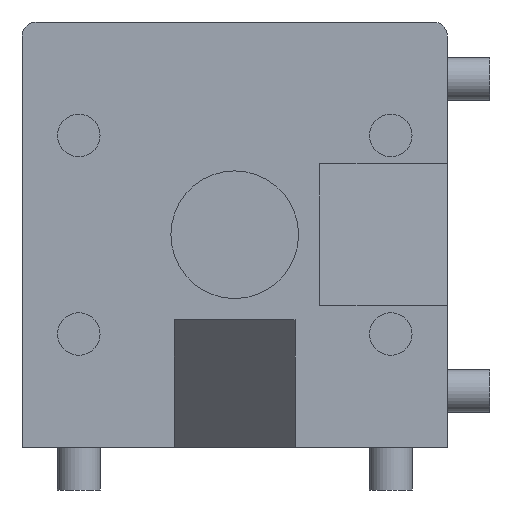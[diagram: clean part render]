
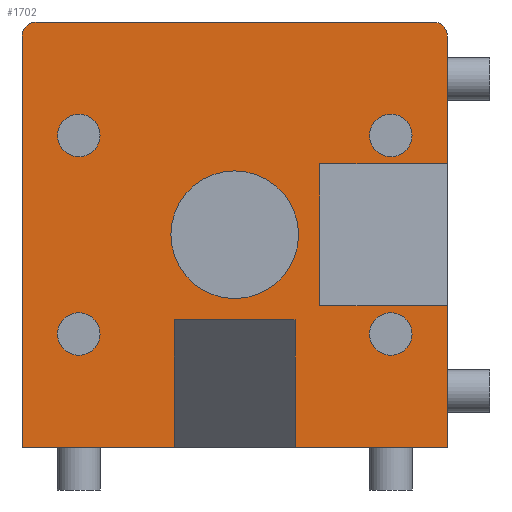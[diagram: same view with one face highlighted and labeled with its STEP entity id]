
A CAD part, front view. The second image highlights one B-rep face of the part: STEP entity #1702.
In plain terms, the highlighted planar face has unit normal (0, -1, 0).
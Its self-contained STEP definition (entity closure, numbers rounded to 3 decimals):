
#271=CARTESIAN_POINT('',(-27.5,0.,22.0));
#272=VERTEX_POINT('',#271);
#273=CARTESIAN_POINT('',(-26.,0.,22.0));
#274=DIRECTION('',(0.0,1.0,0.0));
#275=DIRECTION('',(1.0,0.0,0.0));
#276=AXIS2_PLACEMENT_3D('',#273,#274,#275);
#277=CIRCLE('',#276,1.5);
#278=EDGE_CURVE('',#272,#272,#277,.T.);
#308=CARTESIAN_POINT('',(-5.5,0.,22.0));
#309=VERTEX_POINT('',#308);
#310=CARTESIAN_POINT('',(-4.0,0.,22.0));
#311=DIRECTION('',(0.0,1.0,0.0));
#312=DIRECTION('',(1.0,0.0,0.0));
#313=AXIS2_PLACEMENT_3D('',#310,#311,#312);
#314=CIRCLE('',#313,1.5);
#315=EDGE_CURVE('',#309,#309,#314,.T.);
#345=CARTESIAN_POINT('',(-5.5,0.,8.));
#346=VERTEX_POINT('',#345);
#347=CARTESIAN_POINT('',(-4.0,0.,8.));
#348=DIRECTION('',(0.0,1.0,0.0));
#349=DIRECTION('',(1.0,0.0,0.0));
#350=AXIS2_PLACEMENT_3D('',#347,#348,#349);
#351=CIRCLE('',#350,1.5);
#352=EDGE_CURVE('',#346,#346,#351,.T.);
#382=CARTESIAN_POINT('',(-27.5,0.,8.));
#383=VERTEX_POINT('',#382);
#384=CARTESIAN_POINT('',(-26.,0.,8.));
#385=DIRECTION('',(0.0,1.0,0.0));
#386=DIRECTION('',(1.0,0.0,0.0));
#387=AXIS2_PLACEMENT_3D('',#384,#385,#386);
#388=CIRCLE('',#387,1.5);
#389=EDGE_CURVE('',#383,#383,#388,.T.);
#558=CARTESIAN_POINT('',(-19.25,0.,0.));
#559=VERTEX_POINT('',#558);
#566=CARTESIAN_POINT('',(-19.25,0.,9.));
#567=VERTEX_POINT('',#566);
#574=CARTESIAN_POINT('',(-19.25,0.0,0.));
#575=DIRECTION('',(0.0,0.0,1.0));
#576=VECTOR('',#575,9.);
#577=LINE('',#574,#576);
#578=EDGE_CURVE('',#559,#567,#577,.T.);
#588=CARTESIAN_POINT('',(-10.75,0.,9.));
#589=VERTEX_POINT('',#588);
#590=CARTESIAN_POINT('',(-19.25,0.0,9.));
#591=DIRECTION('',(1.0,0.0,0.0));
#592=VECTOR('',#591,8.5);
#593=LINE('',#590,#592);
#594=EDGE_CURVE('',#567,#589,#593,.T.);
#619=CARTESIAN_POINT('',(-10.75,0.,0.));
#620=VERTEX_POINT('',#619);
#627=CARTESIAN_POINT('',(-10.75,0.0,9.));
#628=DIRECTION('',(0.0,0.0,-1.0));
#629=VECTOR('',#628,9.0);
#630=LINE('',#627,#629);
#631=EDGE_CURVE('',#589,#620,#630,.T.);
#645=CARTESIAN_POINT('',(-30.,0.0,0.));
#646=VERTEX_POINT('',#645);
#647=CARTESIAN_POINT('',(-19.25,0.0,0.));
#648=DIRECTION('',(-1.0,0.0,0.0));
#649=VECTOR('',#648,10.75);
#650=LINE('',#647,#649);
#651=EDGE_CURVE('',#559,#646,#650,.T.);
#719=CARTESIAN_POINT('',(0.0,0.0,0.0));
#720=VERTEX_POINT('',#719);
#727=CARTESIAN_POINT('',(0.0,0.0,0.0));
#728=DIRECTION('',(-1.0,0.0,0.0));
#729=VECTOR('',#728,10.75);
#730=LINE('',#727,#729);
#731=EDGE_CURVE('',#720,#620,#730,.T.);
#829=CARTESIAN_POINT('',(0.,0.0,10.0));
#830=VERTEX_POINT('',#829);
#837=CARTESIAN_POINT('',(-9.,0.0,10.0));
#838=VERTEX_POINT('',#837);
#845=CARTESIAN_POINT('',(0.,0.0,10.0));
#846=DIRECTION('',(-1.0,0.0,0.0));
#847=VECTOR('',#846,9.0);
#848=LINE('',#845,#847);
#849=EDGE_CURVE('',#830,#838,#848,.T.);
#859=CARTESIAN_POINT('',(-9.,0.0,20.0));
#860=VERTEX_POINT('',#859);
#861=CARTESIAN_POINT('',(-9.,0.0,10.0));
#862=DIRECTION('',(0.0,0.0,1.0));
#863=VECTOR('',#862,10.0);
#864=LINE('',#861,#863);
#865=EDGE_CURVE('',#838,#860,#864,.T.);
#890=CARTESIAN_POINT('',(0.,0.0,20.0));
#891=VERTEX_POINT('',#890);
#898=CARTESIAN_POINT('',(-9.,0.0,20.0));
#899=DIRECTION('',(1.0,0.0,0.0));
#900=VECTOR('',#899,9.0);
#901=LINE('',#898,#900);
#902=EDGE_CURVE('',#860,#891,#901,.T.);
#923=CARTESIAN_POINT('',(0.,0.0,29.));
#924=VERTEX_POINT('',#923);
#931=CARTESIAN_POINT('',(0.,0.0,29.));
#932=DIRECTION('',(0.0,0.0,-1.0));
#933=VECTOR('',#932,9.);
#934=LINE('',#931,#933);
#935=EDGE_CURVE('',#924,#891,#934,.T.);
#940=CARTESIAN_POINT('',(0.,0.0,10.0));
#941=DIRECTION('',(0.0,0.0,-1.0));
#942=VECTOR('',#941,10.0);
#943=LINE('',#940,#942);
#944=EDGE_CURVE('',#830,#720,#943,.T.);
#1124=CARTESIAN_POINT('',(-30.,0.0,29.0));
#1125=VERTEX_POINT('',#1124);
#1126=CARTESIAN_POINT('',(-30.,0.0,0.));
#1127=DIRECTION('',(0.0,0.0,1.0));
#1128=VECTOR('',#1127,29.0);
#1129=LINE('',#1126,#1128);
#1130=EDGE_CURVE('',#646,#1125,#1129,.T.);
#1340=CARTESIAN_POINT('',(-10.5,0.0,15.0));
#1341=VERTEX_POINT('',#1340);
#1342=CARTESIAN_POINT('',(-15.,0.0,15.0));
#1343=DIRECTION('',(0.0,1.0,0.0));
#1344=DIRECTION('',(-1.0,0.0,0.0));
#1345=AXIS2_PLACEMENT_3D('',#1342,#1343,#1344);
#1346=CIRCLE('',#1345,4.5);
#1347=EDGE_CURVE('',#1341,#1341,#1346,.T.);
#1397=CARTESIAN_POINT('',(-29.,0.0,30.0));
#1398=VERTEX_POINT('',#1397);
#1399=CARTESIAN_POINT('',(-29.,0.0,29.0));
#1400=DIRECTION('',(0.0,1.0,0.0));
#1401=DIRECTION('',(-0.707,0.0,0.707));
#1402=AXIS2_PLACEMENT_3D('',#1399,#1400,#1401);
#1403=CIRCLE('',#1402,1.0);
#1404=EDGE_CURVE('',#1125,#1398,#1403,.T.);
#1508=CARTESIAN_POINT('',(-1.,0.0,30.0));
#1509=VERTEX_POINT('',#1508);
#1510=CARTESIAN_POINT('',(-29.,0.0,30.0));
#1511=DIRECTION('',(1.0,0.0,0.0));
#1512=VECTOR('',#1511,28.);
#1513=LINE('',#1510,#1512);
#1514=EDGE_CURVE('',#1398,#1509,#1513,.T.);
#1641=CARTESIAN_POINT('',(-1.,0.0,29.));
#1642=DIRECTION('',(0.0,1.0,0.0));
#1643=DIRECTION('',(0.707,0.0,0.707));
#1644=AXIS2_PLACEMENT_3D('',#1641,#1642,#1643);
#1645=CIRCLE('',#1644,1.0);
#1646=EDGE_CURVE('',#1509,#924,#1645,.T.);
#1666=CARTESIAN_POINT('',(-15.,0.0,15.0));
#1667=DIRECTION('',(0.0,-1.0,0.0));
#1668=DIRECTION('',(0.0,0.0,-1.0));
#1669=AXIS2_PLACEMENT_3D('',#1666,#1667,#1668);
#1670=PLANE('',#1669);
#1671=ORIENTED_EDGE('',*,*,#631,.T.);
#1672=ORIENTED_EDGE('',*,*,#731,.F.);
#1673=ORIENTED_EDGE('',*,*,#944,.F.);
#1674=ORIENTED_EDGE('',*,*,#849,.T.);
#1675=ORIENTED_EDGE('',*,*,#865,.T.);
#1676=ORIENTED_EDGE('',*,*,#902,.T.);
#1677=ORIENTED_EDGE('',*,*,#935,.F.);
#1678=ORIENTED_EDGE('',*,*,#1646,.F.);
#1679=ORIENTED_EDGE('',*,*,#1514,.F.);
#1680=ORIENTED_EDGE('',*,*,#1404,.F.);
#1681=ORIENTED_EDGE('',*,*,#1130,.F.);
#1682=ORIENTED_EDGE('',*,*,#651,.F.);
#1683=ORIENTED_EDGE('',*,*,#578,.T.);
#1684=ORIENTED_EDGE('',*,*,#594,.T.);
#1685=EDGE_LOOP('',(#1671,#1672,#1673,#1674,#1675,#1676,#1677,#1678,#1679,#1680,#1681,#1682,#1683,#1684));
#1686=FACE_OUTER_BOUND('',#1685,.T.);
#1687=ORIENTED_EDGE('',*,*,#278,.T.);
#1688=EDGE_LOOP('',(#1687));
#1689=FACE_BOUND('',#1688,.T.);
#1690=ORIENTED_EDGE('',*,*,#315,.T.);
#1691=EDGE_LOOP('',(#1690));
#1692=FACE_BOUND('',#1691,.T.);
#1693=ORIENTED_EDGE('',*,*,#352,.T.);
#1694=EDGE_LOOP('',(#1693));
#1695=FACE_BOUND('',#1694,.T.);
#1696=ORIENTED_EDGE('',*,*,#389,.T.);
#1697=EDGE_LOOP('',(#1696));
#1698=FACE_BOUND('',#1697,.T.);
#1699=ORIENTED_EDGE('',*,*,#1347,.T.);
#1700=EDGE_LOOP('',(#1699));
#1701=FACE_BOUND('',#1700,.T.);
#1702=ADVANCED_FACE('',(#1686,#1689,#1692,#1695,#1698,#1701),#1670,.T.);
